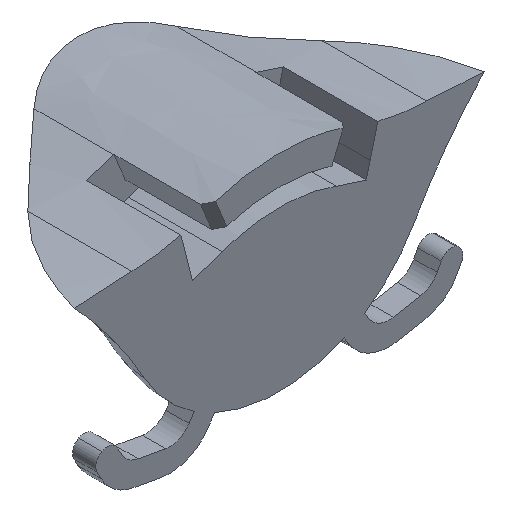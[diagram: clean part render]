
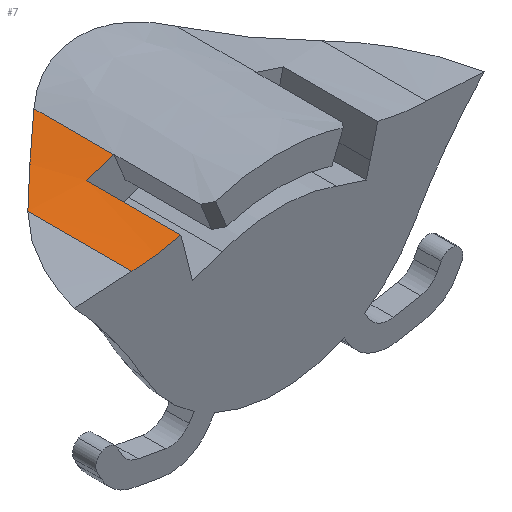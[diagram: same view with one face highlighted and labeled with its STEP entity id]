
A CAD part, isometric view. The second image highlights one B-rep face of the part: STEP entity #7.
In plain terms, the highlighted free-form (B-spline) face has degree [3, 1] with [6, 2] control points.
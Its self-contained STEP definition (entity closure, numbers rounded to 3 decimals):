
#7 = ADVANCED_FACE ( 'NONE', ( #4295 ), #2749, .T. ) ;
#249 = CARTESIAN_POINT ( 'NONE',  ( -12.371, 3.073, 11.054 ) ) ;
#277 = VERTEX_POINT ( 'NONE', #572 ) ;
#286 = CARTESIAN_POINT ( 'NONE',  ( -7.535, -11.866, 11.89 ) ) ;
#407 = CARTESIAN_POINT ( 'NONE',  ( -13.865, -11.866, 11.014 ) ) ;
#554 = CARTESIAN_POINT ( 'NONE',  ( -7.535, -11.866, 11.89 ) ) ;
#562 = CARTESIAN_POINT ( 'NONE',  ( -13.865, 1.588, 11.014 ) ) ;
#572 = CARTESIAN_POINT ( 'NONE',  ( -13.865, -11.866, 11.014 ) ) ;
#584 = CARTESIAN_POINT ( 'NONE',  ( -12.263, -11.866, 11.057 ) ) ;
#1178 = CARTESIAN_POINT ( 'NONE',  ( -4.04, 0.334, 13.034 ) ) ;
#1225 = ORIENTED_EDGE ( 'NONE', *, *, #3034, .F. ) ;
#1306 = CARTESIAN_POINT ( 'NONE',  ( -4.04, -11.866, 13.034 ) ) ;
#1378 = ORIENTED_EDGE ( 'NONE', *, *, #3027, .F. ) ;
#1391 = CARTESIAN_POINT ( 'NONE',  ( -4.04, 10.624, 13.034 ) ) ;
#1702 = VECTOR ( 'NONE', #1711, 1000. ) ;
#1711 = DIRECTION ( 'NONE',  ( 0., -1., 0. ) ) ;
#1863 = CARTESIAN_POINT ( 'NONE',  ( -13.865, 1.588, 11.014 ) ) ;
#1871 = CARTESIAN_POINT ( 'NONE',  ( -8.796, 6.384, 11.599 ) ) ;
#1888 = CARTESIAN_POINT ( 'NONE',  ( -13.865, 17., 11.014 ) ) ;
#1944 = DIRECTION ( 'NONE',  ( 0., -1., 0. ) ) ;
#2017 = VERTEX_POINT ( 'NONE', #1391 ) ;
#2105 = ORIENTED_EDGE ( 'NONE', *, *, #3046, .T. ) ;
#2143 = CARTESIAN_POINT ( 'NONE',  ( -9.018, 6.181, 11.554 ) ) ;
#2144 = CARTESIAN_POINT ( 'NONE',  ( -8.571, 6.587, 11.646 ) ) ;
#2203 = CARTESIAN_POINT ( 'NONE',  ( -7.948, 7.15, 11.788 ) ) ;
#2207 = CARTESIAN_POINT ( 'NONE',  ( -8.119, 6.996, 11.748 ) ) ;
#2212 = B_SPLINE_CURVE_WITH_KNOTS ( 'NONE', 3,
 ( #2732, #2631, #249, #1863 ),
 .UNSPECIFIED., .F., .F.,
 ( 4, 4 ),
 ( 0.507, 1. ),
 .UNSPECIFIED. ) ;
#2228 = B_SPLINE_CURVE_WITH_KNOTS ( 'NONE', 3,
 ( #2835, #3077, #2591, #2533, #2433, #2417, #2355, #2276, #2203, #2207, #4251, #2144, #1871, #2143 ),
 .UNSPECIFIED., .F., .F.,
 ( 4, 2, 2, 2, 2, 2, 4 ),
 ( 0., 0.254, 0.38, 0.396, 0.412, 0.444, 0.507 ),
 .UNSPECIFIED. ) ;
#2230 = B_SPLINE_CURVE_WITH_KNOTS ( 'NONE', 3,
 ( #2931, #3322, #3199, #2912 ),
 .UNSPECIFIED., .F., .F.,
 ( 4, 4 ),
 ( 0., 0.355 ),
 .UNSPECIFIED. ) ;
#2273 = B_SPLINE_CURVE_WITH_KNOTS ( 'NONE', 3,
 ( #407, #584, #2907, #3846, #5484, #554 ),
 .UNSPECIFIED., .F., .F.,
 ( 4, 2, 4 ),
 ( 0., 0.5, 0.645 ),
 .UNSPECIFIED. ) ;
#2276 = CARTESIAN_POINT ( 'NONE',  ( -7.888, 7.203, 11.803 ) ) ;
#2355 = CARTESIAN_POINT ( 'NONE',  ( -7.79, 7.292, 11.826 ) ) ;
#2417 = CARTESIAN_POINT ( 'NONE',  ( -7.741, 7.336, 11.839 ) ) ;
#2433 = CARTESIAN_POINT ( 'NONE',  ( -7.299, 7.733, 11.949 ) ) ;
#2533 = CARTESIAN_POINT ( 'NONE',  ( -6.901, 8.089, 12.057 ) ) ;
#2591 = CARTESIAN_POINT ( 'NONE',  ( -5.693, 9.164, 12.415 ) ) ;
#2631 = CARTESIAN_POINT ( 'NONE',  ( -10.75, 4.604, 11.211 ) ) ;
#2680 = CARTESIAN_POINT ( 'NONE',  ( -7.535, 0.334, 11.89 ) ) ;
#2720 = ORIENTED_EDGE ( 'NONE', *, *, #3036, .T. ) ;
#2732 = CARTESIAN_POINT ( 'NONE',  ( -9.018, 6.181, 11.554 ) ) ;
#2749 = B_SPLINE_SURFACE_WITH_KNOTS ( 'NONE', 3, 1, ( 
 ( #3194, #1306 ),
 ( #3319, #3185 ),
 ( #3346, #3325 ),
 ( #3481, #3351 ),
 ( #3483, #3677 ),
 ( #3665, #3710 ) ),
 .UNSPECIFIED., .F., .F., .F.,
 ( 4, 2, 4 ),
 ( 2, 2 ),
 ( 0., 0.5, 1. ),
 ( 0., 1. ),
 .UNSPECIFIED. ) ;
#2754 = EDGE_LOOP ( 'NONE', ( #1378, #1225, #4127, #2720, #2105, #4778, #4813 ) ) ;
#2763 = DIRECTION ( 'NONE',  ( 0., -1., 0. ) ) ;
#2835 = CARTESIAN_POINT ( 'NONE',  ( -4.04, 10.624, 13.034 ) ) ;
#2880 = CARTESIAN_POINT ( 'NONE',  ( -4.04, 17., 13.034 ) ) ;
#2907 = CARTESIAN_POINT ( 'NONE',  ( -10.623, -11.866, 11.233 ) ) ;
#2912 = CARTESIAN_POINT ( 'NONE',  ( -7.535, 0.334, 11.89 ) ) ;
#2931 = CARTESIAN_POINT ( 'NONE',  ( -4.04, 0.334, 13.034 ) ) ;
#2979 = EDGE_CURVE ( 'NONE', #277, #5564, #2273, .T. ) ;
#3027 = EDGE_CURVE ( 'NONE', #4686, #3145, #2230, .T. ) ;
#3034 = EDGE_CURVE ( 'NONE', #2017, #4686, #3424, .T. ) ;
#3035 = EDGE_CURVE ( 'NONE', #2017, #3154, #2228, .T. ) ;
#3036 = EDGE_CURVE ( 'NONE', #3154, #5329, #2212, .T. ) ;
#3046 = EDGE_CURVE ( 'NONE', #5329, #277, #5395, .T. ) ;
#3048 = EDGE_CURVE ( 'NONE', #3145, #5564, #3435, .T. ) ;
#3077 = CARTESIAN_POINT ( 'NONE',  ( -4.872, 9.889, 12.698 ) ) ;
#3145 = VERTEX_POINT ( 'NONE', #4494 ) ;
#3154 = VERTEX_POINT ( 'NONE', #4034 ) ;
#3185 = CARTESIAN_POINT ( 'NONE',  ( -5.661, -11.866, 12.379 ) ) ;
#3194 = CARTESIAN_POINT ( 'NONE',  ( -4.04, 10.759, 13.034 ) ) ;
#3199 = CARTESIAN_POINT ( 'NONE',  ( -6.362, 0.334, 12.19 ) ) ;
#3319 = CARTESIAN_POINT ( 'NONE',  ( -5.661, 10.759, 12.379 ) ) ;
#3322 = CARTESIAN_POINT ( 'NONE',  ( -5.192, 0.334, 12.569 ) ) ;
#3325 = CARTESIAN_POINT ( 'NONE',  ( -7.318, -11.866, 11.895 ) ) ;
#3346 = CARTESIAN_POINT ( 'NONE',  ( -7.318, 10.759, 11.895 ) ) ;
#3351 = CARTESIAN_POINT ( 'NONE',  ( -10.623, -11.866, 11.233 ) ) ;
#3424 = LINE ( 'NONE', #2880, #3450 ) ;
#3435 = LINE ( 'NONE', #2680, #1702 ) ;
#3450 = VECTOR ( 'NONE', #2763, 1000. ) ;
#3481 = CARTESIAN_POINT ( 'NONE',  ( -10.623, 10.759, 11.233 ) ) ;
#3483 = CARTESIAN_POINT ( 'NONE',  ( -12.263, 10.759, 11.057 ) ) ;
#3642 = VECTOR ( 'NONE', #1944, 1000. ) ;
#3665 = CARTESIAN_POINT ( 'NONE',  ( -13.865, 10.759, 11.014 ) ) ;
#3677 = CARTESIAN_POINT ( 'NONE',  ( -12.263, -11.866, 11.057 ) ) ;
#3710 = CARTESIAN_POINT ( 'NONE',  ( -13.865, -11.866, 11.014 ) ) ;
#3846 = CARTESIAN_POINT ( 'NONE',  ( -8.492, -11.866, 11.66 ) ) ;
#4034 = CARTESIAN_POINT ( 'NONE',  ( -9.018, 6.181, 11.554 ) ) ;
#4127 = ORIENTED_EDGE ( 'NONE', *, *, #3035, .T. ) ;
#4251 = CARTESIAN_POINT ( 'NONE',  ( -8.232, 6.894, 11.722 ) ) ;
#4295 = FACE_OUTER_BOUND ( 'NONE', #2754, .T. ) ;
#4494 = CARTESIAN_POINT ( 'NONE',  ( -7.535, 0.334, 11.89 ) ) ;
#4686 = VERTEX_POINT ( 'NONE', #1178 ) ;
#4778 = ORIENTED_EDGE ( 'NONE', *, *, #2979, .T. ) ;
#4813 = ORIENTED_EDGE ( 'NONE', *, *, #3048, .F. ) ;
#5329 = VERTEX_POINT ( 'NONE', #562 ) ;
#5395 = LINE ( 'NONE', #1888, #3642 ) ;
#5484 = CARTESIAN_POINT ( 'NONE',  ( -8.013, -11.866, 11.768 ) ) ;
#5564 = VERTEX_POINT ( 'NONE', #286 ) ;
